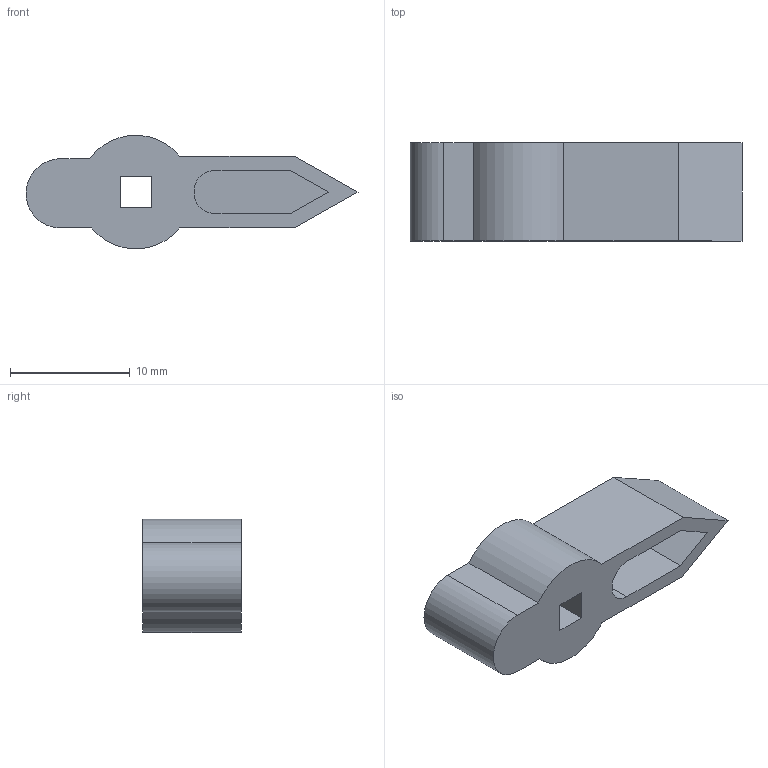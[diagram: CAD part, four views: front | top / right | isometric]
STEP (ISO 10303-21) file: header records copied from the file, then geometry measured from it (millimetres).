
FILE_DESCRIPTION(/* description */ (''),/* implementation_level */ '2;1');
FILE_NAME(/* name */ 'Snafu Countdown Timer Arrow v5.step',/* time_stamp */ '2025-04-08T21:04:20-04:00',/* author */ (''),/* organization */ (''),/* preprocessor_version */ 'ST-DEVELOPER v20',/* originating_system */ 'Autodesk Translation Framework v13.14.0.145',/* authorisation */ '');
FILE_SCHEMA (('AUTOMOTIVE_DESIGN { 1 0 10303 214 3 1 1 }'));
Length unit declared in the file: millimetre
Products named in the file (1): Snafu Countdown Timer Arrow
Bounding box: 27.76 x 8.2 x 9.48 mm (x, y, z)
Volume: 940.8 mm3; surface area: 1129.4 mm2
Topology: 1 solids, 1 shells, 32 faces, 81 edges, 54 vertices
Faces by surface type: plane 22, cylinder 10
Full cylindrical faces by diameter (mm): 6.6 x1
Entity records: 1002 total; most frequent: CARTESIAN_POINT 168, DIRECTION 167, ORIENTED_EDGE 162, EDGE_CURVE 81, LINE 61, VECTOR 61, VERTEX_POINT 54, AXIS2_PLACEMENT_3D 53
